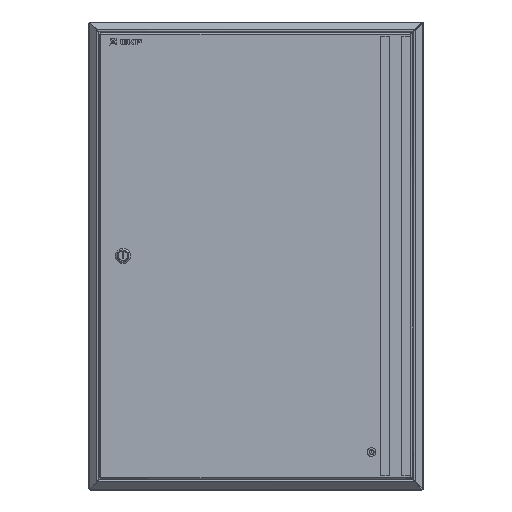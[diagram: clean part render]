
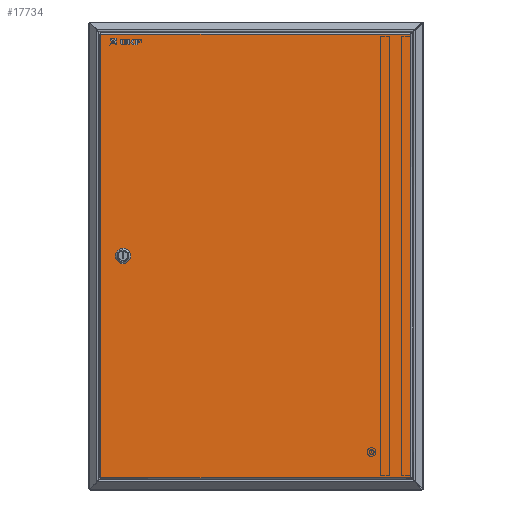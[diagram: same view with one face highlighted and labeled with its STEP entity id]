
A CAD part, top view. The second image highlights one B-rep face of the part: STEP entity #17734.
In plain terms, the highlighted planar face has unit normal (0, 0, 1).
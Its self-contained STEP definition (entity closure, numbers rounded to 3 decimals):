
#68 = CARTESIAN_POINT ( 'NONE',  ( 41.8, 329.981, 0. ) ) ;
#106 = AXIS2_PLACEMENT_3D ( 'NONE', #28387, #15136, #1843 ) ;
#325 = DIRECTION ( 'NONE',  ( 0., 0., -1. ) ) ;
#593 = CIRCLE ( 'NONE', #106, 9.25 ) ;
#957 = CARTESIAN_POINT ( 'NONE',  ( 463.7, 0.877, 0. ) ) ;
#1205 = CARTESIAN_POINT ( 'NONE',  ( 0., 1.7, 0. ) ) ;
#1683 = ORIENTED_EDGE ( 'NONE', *, *, #10608, .F. ) ;
#1843 = DIRECTION ( 'NONE',  ( 1., 0., 0. ) ) ;
#2327 = EDGE_CURVE ( 'NONE', #12890, #25785, #15174, .T. ) ;
#2373 = CARTESIAN_POINT ( 'NONE',  ( 404.9, 40., 0. ) ) ;
#3115 = CARTESIAN_POINT ( 'NONE',  ( 41.8, 337.279, 0. ) ) ;
#3197 = ORIENTED_EDGE ( 'NONE', *, *, #3871, .T. ) ;
#3204 = VERTEX_POINT ( 'NONE', #2373 ) ;
#3355 = VECTOR ( 'NONE', #18191, 1000. ) ;
#3401 = VECTOR ( 'NONE', #25163, 1000. ) ;
#3453 = CARTESIAN_POINT ( 'NONE',  ( 0., 665.56, 0. ) ) ;
#3851 = DIRECTION ( 'NONE',  ( 0., 0., 1. ) ) ;
#3871 = EDGE_CURVE ( 'NONE', #25785, #21155, #26836, .T. ) ;
#4315 = VERTEX_POINT ( 'NONE', #17825 ) ;
#4537 = ORIENTED_EDGE ( 'NONE', *, *, #2327, .T. ) ;
#5051 = CARTESIAN_POINT ( 'NONE',  ( 405.4, 40., 0. ) ) ;
#5219 = CARTESIAN_POINT ( 'NONE',  ( 24.8, 329.981, 0. ) ) ;
#6113 = EDGE_CURVE ( 'NONE', #27523, #20253, #12193, .T. ) ;
#6429 = CIRCLE ( 'NONE', #14179, 0.5 ) ;
#6554 = EDGE_CURVE ( 'NONE', #4315, #12890, #18718, .T. ) ;
#6803 = VERTEX_POINT ( 'NONE', #3115 ) ;
#6933 = VECTOR ( 'NONE', #27578, 1000. ) ;
#7082 = CARTESIAN_POINT ( 'NONE',  ( 464.523, 665.56, 0. ) ) ;
#7277 = DIRECTION ( 'NONE',  ( -1., 0., 0. ) ) ;
#8465 = CARTESIAN_POINT ( 'NONE',  ( 405.4, 40., 0. ) ) ;
#8661 = FACE_OUTER_BOUND ( 'NONE', #19985, .T. ) ;
#9126 = CARTESIAN_POINT ( 'NONE',  ( 0., 0., 0. ) ) ;
#9791 = CARTESIAN_POINT ( 'NONE',  ( 24.8, 337.279, 0. ) ) ;
#10608 = EDGE_CURVE ( 'NONE', #14780, #6803, #26273, .T. ) ;
#10684 = DIRECTION ( 'NONE',  ( -1., 0., 0. ) ) ;
#10761 = EDGE_CURVE ( 'NONE', #6803, #27523, #19720, .T. ) ;
#11121 = VERTEX_POINT ( 'NONE', #22990 ) ;
#11677 = VECTOR ( 'NONE', #25570, 1000. ) ;
#11818 = EDGE_LOOP ( 'NONE', ( #28719, #15302, #1683, #15397 ) ) ;
#12023 = DIRECTION ( 'NONE',  ( 0., -1., 0. ) ) ;
#12193 = LINE ( 'NONE', #9791, #23251 ) ;
#12326 = EDGE_CURVE ( 'NONE', #20253, #14780, #593, .T. ) ;
#12332 = AXIS2_PLACEMENT_3D ( 'NONE', #17122, #3851, #19341 ) ;
#12890 = VERTEX_POINT ( 'NONE', #24254 ) ;
#13319 = EDGE_LOOP ( 'NONE', ( #16750, #23347 ) ) ;
#13611 = DIRECTION ( 'NONE',  ( 0., -1., 0. ) ) ;
#13905 = FACE_BOUND ( 'NONE', #11818, .T. ) ;
#14179 = AXIS2_PLACEMENT_3D ( 'NONE', #8465, #23940, #10684 ) ;
#14780 = VERTEX_POINT ( 'NONE', #68 ) ;
#15136 = DIRECTION ( 'NONE',  ( 0., 0., 1. ) ) ;
#15174 = LINE ( 'NONE', #7082, #3355 ) ;
#15302 = ORIENTED_EDGE ( 'NONE', *, *, #10761, .F. ) ;
#15397 = ORIENTED_EDGE ( 'NONE', *, *, #12326, .F. ) ;
#15814 = DIRECTION ( 'NONE',  ( -1., 0., 0. ) ) ;
#16176 = AXIS2_PLACEMENT_3D ( 'NONE', #5051, #20558, #7277 ) ;
#16750 = ORIENTED_EDGE ( 'NONE', *, *, #28009, .T. ) ;
#17122 = CARTESIAN_POINT ( 'NONE',  ( 33.3, 333.63, 0. ) ) ;
#17557 = LINE ( 'NONE', #1205, #11677 ) ;
#17734 = ADVANCED_FACE ( 'NONE', ( #19763, #13905, #8661 ), #24610, .F. ) ;
#17825 = CARTESIAN_POINT ( 'NONE',  ( 463.7, 1.7, 0. ) ) ;
#18191 = DIRECTION ( 'NONE',  ( -1., 0., 0. ) ) ;
#18658 = CARTESIAN_POINT ( 'NONE',  ( 41.8, 337.279, 0. ) ) ;
#18718 = LINE ( 'NONE', #957, #6933 ) ;
#19140 = ORIENTED_EDGE ( 'NONE', *, *, #19888, .T. ) ;
#19289 = CIRCLE ( 'NONE', #16176, 0.5 ) ;
#19341 = DIRECTION ( 'NONE',  ( 1., 0., 0. ) ) ;
#19720 = CIRCLE ( 'NONE', #12332, 9.25 ) ;
#19763 = FACE_BOUND ( 'NONE', #13319, .T. ) ;
#19888 = EDGE_CURVE ( 'NONE', #21155, #4315, #17557, .T. ) ;
#19985 = EDGE_LOOP ( 'NONE', ( #23563, #4537, #3197, #19140 ) ) ;
#20253 = VERTEX_POINT ( 'NONE', #5219 ) ;
#20257 = VECTOR ( 'NONE', #13611, 1000. ) ;
#20558 = DIRECTION ( 'NONE',  ( 0., 0., -1. ) ) ;
#21155 = VERTEX_POINT ( 'NONE', #24518 ) ;
#22990 = CARTESIAN_POINT ( 'NONE',  ( 405.9, 40., 0. ) ) ;
#23251 = VECTOR ( 'NONE', #12023, 1000. ) ;
#23347 = ORIENTED_EDGE ( 'NONE', *, *, #28315, .T. ) ;
#23563 = ORIENTED_EDGE ( 'NONE', *, *, #6554, .T. ) ;
#23940 = DIRECTION ( 'NONE',  ( 0., 0., -1. ) ) ;
#24254 = CARTESIAN_POINT ( 'NONE',  ( 463.7, 665.56, 0. ) ) ;
#24518 = CARTESIAN_POINT ( 'NONE',  ( 0., 1.7, 0. ) ) ;
#24531 = AXIS2_PLACEMENT_3D ( 'NONE', #9126, #325, #15814 ) ;
#24599 = CARTESIAN_POINT ( 'NONE',  ( 0., 0., 0. ) ) ;
#24610 = PLANE ( 'NONE',  #24531 ) ;
#24841 = CARTESIAN_POINT ( 'NONE',  ( 24.8, 337.279, 0. ) ) ;
#25163 = DIRECTION ( 'NONE',  ( 0., 1., 0. ) ) ;
#25570 = DIRECTION ( 'NONE',  ( 1., 0., 0. ) ) ;
#25785 = VERTEX_POINT ( 'NONE', #3453 ) ;
#26273 = LINE ( 'NONE', #18658, #3401 ) ;
#26836 = LINE ( 'NONE', #24599, #20257 ) ;
#27523 = VERTEX_POINT ( 'NONE', #24841 ) ;
#27578 = DIRECTION ( 'NONE',  ( 0., 1., 0. ) ) ;
#28009 = EDGE_CURVE ( 'NONE', #3204, #11121, #19289, .T. ) ;
#28315 = EDGE_CURVE ( 'NONE', #11121, #3204, #6429, .T. ) ;
#28387 = CARTESIAN_POINT ( 'NONE',  ( 33.3, 333.63, 0. ) ) ;
#28719 = ORIENTED_EDGE ( 'NONE', *, *, #6113, .F. ) ;
